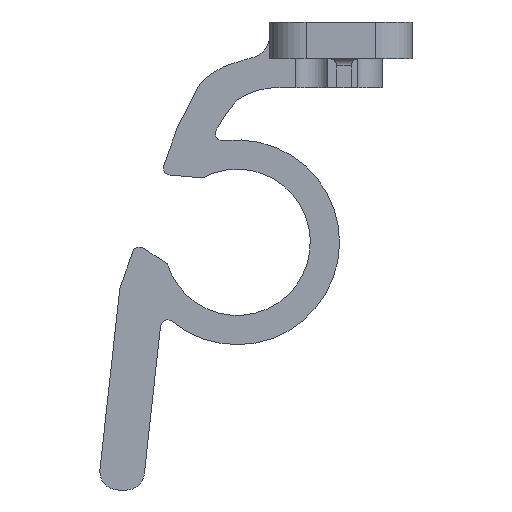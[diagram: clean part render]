
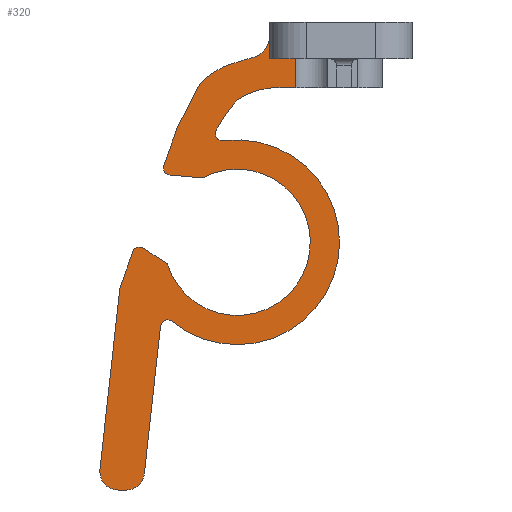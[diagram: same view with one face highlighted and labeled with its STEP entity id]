
A CAD part, front view. The second image highlights one B-rep face of the part: STEP entity #320.
In plain terms, the highlighted planar face has unit normal (0, -1, 0).
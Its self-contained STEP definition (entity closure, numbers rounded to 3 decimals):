
#320=ADVANCED_FACE('',(#1098),#1100,.F.);
#1098=FACE_BOUND('',#1099,.T.);
#1099=EDGE_LOOP('',(#1722,#1723,#1724,#1725,#1726,#1727,#1728,#1729,#1730,#1731,
#1732,#1733,#1734,#1735,#1736,#1737,#1738,#1739,#1740,#1741,#1742,#1743,#1744,#1745,
#1746,#1747));
#1100=PLANE('',#1101);
#1101=AXIS2_PLACEMENT_3D('',#1102,#1103,#1104);
#1102=CARTESIAN_POINT('',(0.,-3.,0.));
#1103=DIRECTION('',(0.,1.,0.));
#1104=DIRECTION('',(-1.,0.,0.));
#1722=ORIENTED_EDGE('',*,*,#2069,.F.);
#1723=ORIENTED_EDGE('',*,*,#2138,.F.);
#1724=ORIENTED_EDGE('',*,*,#2135,.F.);
#1725=ORIENTED_EDGE('',*,*,#2132,.F.);
#1726=ORIENTED_EDGE('',*,*,#2129,.F.);
#1727=ORIENTED_EDGE('',*,*,#2126,.F.);
#1728=ORIENTED_EDGE('',*,*,#2123,.F.);
#1729=ORIENTED_EDGE('',*,*,#2120,.F.);
#1730=ORIENTED_EDGE('',*,*,#2117,.F.);
#1731=ORIENTED_EDGE('',*,*,#2114,.F.);
#1732=ORIENTED_EDGE('',*,*,#2111,.F.);
#1733=ORIENTED_EDGE('',*,*,#2108,.F.);
#1734=ORIENTED_EDGE('',*,*,#2105,.F.);
#1735=ORIENTED_EDGE('',*,*,#2102,.F.);
#1736=ORIENTED_EDGE('',*,*,#2099,.F.);
#1737=ORIENTED_EDGE('',*,*,#2096,.F.);
#1738=ORIENTED_EDGE('',*,*,#2093,.F.);
#1739=ORIENTED_EDGE('',*,*,#2090,.F.);
#1740=ORIENTED_EDGE('',*,*,#2087,.F.);
#1741=ORIENTED_EDGE('',*,*,#2084,.F.);
#1742=ORIENTED_EDGE('',*,*,#2081,.F.);
#1743=ORIENTED_EDGE('',*,*,#2141,.F.);
#1744=ORIENTED_EDGE('',*,*,#2161,.F.);
#1745=ORIENTED_EDGE('',*,*,#2177,.T.);
#1746=ORIENTED_EDGE('',*,*,#2166,.F.);
#1747=ORIENTED_EDGE('',*,*,#2146,.F.);
#2069=EDGE_CURVE('',#2326,#2328,#2329,.F.);
#2081=EDGE_CURVE('',#2350,#2352,#2353,.T.);
#2084=EDGE_CURVE('',#2352,#2357,#2358,.T.);
#2087=EDGE_CURVE('',#2357,#2362,#2363,.T.);
#2090=EDGE_CURVE('',#2362,#2367,#2368,.T.);
#2093=EDGE_CURVE('',#2367,#2372,#2373,.T.);
#2096=EDGE_CURVE('',#2372,#2377,#2378,.T.);
#2099=EDGE_CURVE('',#2377,#2382,#2383,.T.);
#2102=EDGE_CURVE('',#2382,#2387,#2388,.T.);
#2105=EDGE_CURVE('',#2387,#2392,#2393,.T.);
#2108=EDGE_CURVE('',#2392,#2397,#2398,.T.);
#2111=EDGE_CURVE('',#2397,#2402,#2403,.T.);
#2114=EDGE_CURVE('',#2402,#2407,#2408,.T.);
#2117=EDGE_CURVE('',#2407,#2412,#2413,.T.);
#2120=EDGE_CURVE('',#2412,#2417,#2418,.T.);
#2123=EDGE_CURVE('',#2417,#2422,#2423,.T.);
#2126=EDGE_CURVE('',#2422,#2427,#2428,.T.);
#2129=EDGE_CURVE('',#2427,#2432,#2433,.T.);
#2132=EDGE_CURVE('',#2432,#2437,#2438,.T.);
#2135=EDGE_CURVE('',#2437,#2442,#2443,.T.);
#2138=EDGE_CURVE('',#2442,#2326,#2446,.T.);
#2141=EDGE_CURVE('',#2449,#2350,#2451,.T.);
#2146=EDGE_CURVE('',#2328,#2458,#2459,.F.);
#2161=EDGE_CURVE('',#2484,#2449,#2486,.T.);
#2166=EDGE_CURVE('',#2458,#2493,#2494,.T.);
#2177=EDGE_CURVE('',#2484,#2493,#2514,.F.);
#2326=VERTEX_POINT('',#2757);
#2328=VERTEX_POINT('',#2761);
#2329=CIRCLE('',#2762,3.);
#2350=VERTEX_POINT('',#2811);
#2352=VERTEX_POINT('',#2815);
#2353=CIRCLE('',#2816,23.);
#2357=VERTEX_POINT('',#2828);
#2358=CIRCLE('',#2829,1.);
#2362=VERTEX_POINT('',#2841);
#2363=CIRCLE('',#2842,14.);
#2367=VERTEX_POINT('',#2854);
#2368=CIRCLE('',#2855,1.);
#2372=VERTEX_POINT('',#2866);
#2373=LINE('',#2867,#2868);
#2377=VERTEX_POINT('',#2878);
#2378=CIRCLE('',#2879,2.5);
#2382=VERTEX_POINT('',#2890);
#2383=LINE('',#2891,#2892);
#2387=VERTEX_POINT('',#2902);
#2388=CIRCLE('',#2903,2.5);
#2392=VERTEX_POINT('',#2914);
#2393=LINE('',#2915,#2916);
#2397=VERTEX_POINT('',#2925);
#2398=LINE('',#2926,#2927);
#2402=VERTEX_POINT('',#2937);
#2403=CIRCLE('',#2938,1.);
#2407=VERTEX_POINT('',#2949);
#2408=LINE('',#2950,#2951);
#2412=VERTEX_POINT('',#2961);
#2413=CIRCLE('',#2962,10.);
#2417=VERTEX_POINT('',#2973);
#2418=LINE('',#2974,#2975);
#2422=VERTEX_POINT('',#2985);
#2423=CIRCLE('',#2986,1.);
#2427=VERTEX_POINT('',#2997);
#2428=LINE('',#2998,#2999);
#2432=VERTEX_POINT('',#3008);
#2433=LINE('',#3009,#3010);
#2437=VERTEX_POINT('',#3020);
#2438=CIRCLE('',#3021,10.);
#2442=VERTEX_POINT('',#3032);
#2443=LINE('',#3033,#3034);
#2446=CIRCLE('',#3043,30.);
#2449=VERTEX_POINT('',#3052);
#2451=CIRCLE('',#3056,10.);
#2458=VERTEX_POINT('',#3074);
#2459=LINE('',#3075,#3076);
#2484=VERTEX_POINT('',#3129);
#2486=LINE('',#3134,#3135);
#2493=VERTEX_POINT('',#3153);
#2494=LINE('',#3154,#3155);
#2514=LINE('',#3201,#3202);
#2757=CARTESIAN_POINT('',(-17.723,-3.,29.128));
#2761=CARTESIAN_POINT('',(-15.441,-3.,32.041));
#2762=AXIS2_PLACEMENT_3D('',#2763,#2764,#2765);
#2763=CARTESIAN_POINT('',(-18.441,-3.,32.041));
#2764=DIRECTION('',(0.,1.,0.));
#2765=DIRECTION('',(1.,0.,0.));
#2811=CARTESIAN_POINT('',(-19.867,-3.,23.359));
#2815=CARTESIAN_POINT('',(-22.722,-3.,19.218));
#2816=AXIS2_PLACEMENT_3D('',#2817,#2818,#2819);
#2817=CARTESIAN_POINT('',(-2.472,-3.,8.312));
#2818=DIRECTION('',(0.,-1.,0.));
#2819=DIRECTION('',(-0.756,0.,0.654));
#2828=CARTESIAN_POINT('',(-21.71,-3.,17.753));
#2829=AXIS2_PLACEMENT_3D('',#2830,#2831,#2832);
#2830=CARTESIAN_POINT('',(-21.841,-3.,18.744));
#2831=DIRECTION('',(0.,-1.,0.));
#2832=DIRECTION('',(-0.88,0.,0.474));
#2841=CARTESIAN_POINT('',(-28.728,-3.,-6.965));
#2842=AXIS2_PLACEMENT_3D('',#2843,#2844,#2845);
#2843=CARTESIAN_POINT('',(-19.867,-3.,3.875));
#2844=DIRECTION('',(0.,1.,0.));
#2845=DIRECTION('',(-0.132,0.,0.991));
#2854=CARTESIAN_POINT('',(-30.355,-3.,-7.63));
#2855=AXIS2_PLACEMENT_3D('',#2856,#2857,#2858);
#2856=CARTESIAN_POINT('',(-29.361,-3.,-7.739));
#2857=DIRECTION('',(0.,-1.,0.));
#2858=DIRECTION('',(0.633,0.,0.774));
#2866=CARTESIAN_POINT('',(-32.559,-3.,-27.772));
#2867=CARTESIAN_POINT('',(-30.355,-3.,-7.63));
#2868=VECTOR('',#2869,1.);
#2869=DIRECTION('',(-0.109,0.,-0.994));
#2878=CARTESIAN_POINT('',(-35.044,-3.,-30.));
#2879=AXIS2_PLACEMENT_3D('',#2880,#2881,#2882);
#2880=CARTESIAN_POINT('',(-35.044,-3.,-27.5));
#2881=DIRECTION('',(0.,1.,0.));
#2882=DIRECTION('',(0.994,0.,-0.109));
#2890=CARTESIAN_POINT('',(-36.148,-3.,-30.));
#2891=CARTESIAN_POINT('',(-35.044,-3.,-30.));
#2892=VECTOR('',#2893,1.);
#2893=DIRECTION('',(-1.,0.,0.));
#2902=CARTESIAN_POINT('',(-38.633,-3.,-27.228));
#2903=AXIS2_PLACEMENT_3D('',#2904,#2905,#2906);
#2904=CARTESIAN_POINT('',(-36.148,-3.,-27.5));
#2905=DIRECTION('',(0.,1.,0.));
#2906=DIRECTION('',(0.,0.,-1.));
#2914=CARTESIAN_POINT('',(-35.916,-3.,-2.397));
#2915=CARTESIAN_POINT('',(-38.633,-3.,-27.228));
#2916=VECTOR('',#2917,1.);
#2917=DIRECTION('',(0.109,0.,0.994));
#2925=CARTESIAN_POINT('',(-34.137,-3.,2.564));
#2926=CARTESIAN_POINT('',(-35.916,-3.,-2.397));
#2927=VECTOR('',#2928,1.);
#2928=DIRECTION('',(0.338,0.,0.941));
#2937=CARTESIAN_POINT('',(-32.641,-3.,3.059));
#2938=AXIS2_PLACEMENT_3D('',#2939,#2940,#2941);
#2939=CARTESIAN_POINT('',(-33.195,-3.,2.226));
#2940=DIRECTION('',(0.,1.,0.));
#2941=DIRECTION('',(-0.941,0.,0.338));
#2949=CARTESIAN_POINT('',(-29.42,-3.,0.915));
#2950=CARTESIAN_POINT('',(-32.641,-3.,3.059));
#2951=VECTOR('',#2952,1.);
#2952=DIRECTION('',(0.833,0.,-0.554));
#2961=CARTESIAN_POINT('',(-24.614,-3.,12.676));
#2962=AXIS2_PLACEMENT_3D('',#2963,#2964,#2965);
#2963=CARTESIAN_POINT('',(-19.867,-3.,3.875));
#2964=DIRECTION('',(0.,-1.,0.));
#2965=DIRECTION('',(-0.955,0.,-0.296));
#2973=CARTESIAN_POINT('',(-29.039,-3.,13.062));
#2974=CARTESIAN_POINT('',(-24.614,-3.,12.676));
#2975=VECTOR('',#2976,1.);
#2976=DIRECTION('',(-0.996,0.,0.087));
#2985=CARTESIAN_POINT('',(-29.894,-3.,14.396));
#2986=AXIS2_PLACEMENT_3D('',#2987,#2988,#2989);
#2987=CARTESIAN_POINT('',(-28.952,-3.,14.059));
#2988=DIRECTION('',(0.,1.,0.));
#2989=DIRECTION('',(-0.087,0.,-0.996));
#2997=CARTESIAN_POINT('',(-28.052,-3.,19.532));
#2998=CARTESIAN_POINT('',(-29.894,-3.,14.396));
#2999=VECTOR('',#3000,1.);
#3000=DIRECTION('',(0.338,0.,0.941));
#3008=CARTESIAN_POINT('',(-25.014,-3.,25.437));
#3009=CARTESIAN_POINT('',(-28.052,-3.,19.532));
#3010=VECTOR('',#3011,1.);
#3011=DIRECTION('',(0.457,0.,0.889));
#3020=CARTESIAN_POINT('',(-20.469,-3.,28.338));
#3021=AXIS2_PLACEMENT_3D('',#3022,#3023,#3024);
#3022=CARTESIAN_POINT('',(-17.561,-3.,18.77));
#3023=DIRECTION('',(0.,1.,0.));
#3024=DIRECTION('',(-0.745,0.,0.667));
#3032=CARTESIAN_POINT('',(-19.266,-3.,28.703));
#3033=CARTESIAN_POINT('',(-20.469,-3.,28.338));
#3034=VECTOR('',#3035,1.);
#3035=DIRECTION('',(0.957,0.,0.291));
#3043=AXIS2_PLACEMENT_3D('',#3044,#3045,#3046);
#3044=CARTESIAN_POINT('',(-10.541,-3.,0.));
#3045=DIRECTION('',(0.,1.,0.));
#3046=DIRECTION('',(-0.291,0.,0.957));
#3052=CARTESIAN_POINT('',(-13.71,-3.,25.));
#3056=AXIS2_PLACEMENT_3D('',#3057,#3058,#3059);
#3057=CARTESIAN_POINT('',(-14.347,-3.,15.02));
#3058=DIRECTION('',(0.,-1.,0.));
#3059=DIRECTION('',(0.064,0.,0.998));
#3074=CARTESIAN_POINT('',(-15.441,-3.,29.));
#3075=CARTESIAN_POINT('',(-15.441,-3.,29.));
#3076=VECTOR('',#3077,1.);
#3077=DIRECTION('',(0.,0.,1.));
#3129=CARTESIAN_POINT('',(-11.844,-3.,25.));
#3134=CARTESIAN_POINT('',(-11.844,-3.,25.));
#3135=VECTOR('',#3136,1.);
#3136=DIRECTION('',(-1.,0.,0.));
#3153=CARTESIAN_POINT('',(-11.844,-3.,29.));
#3154=CARTESIAN_POINT('',(-15.441,-3.,29.));
#3155=VECTOR('',#3156,1.);
#3156=DIRECTION('',(1.,0.,0.));
#3201=CARTESIAN_POINT('',(-11.844,-3.,29.));
#3202=VECTOR('',#3203,1.);
#3203=DIRECTION('',(0.,0.,-1.));
